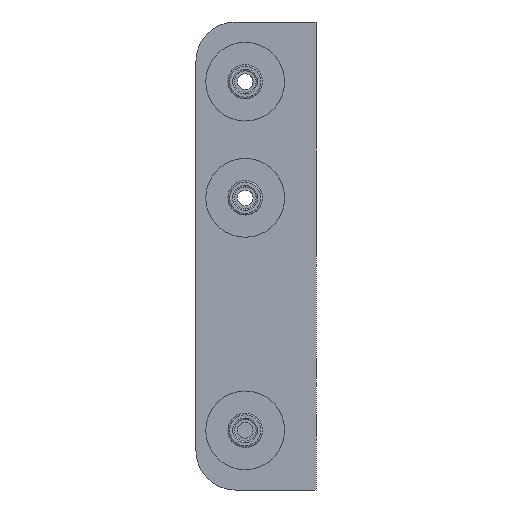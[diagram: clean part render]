
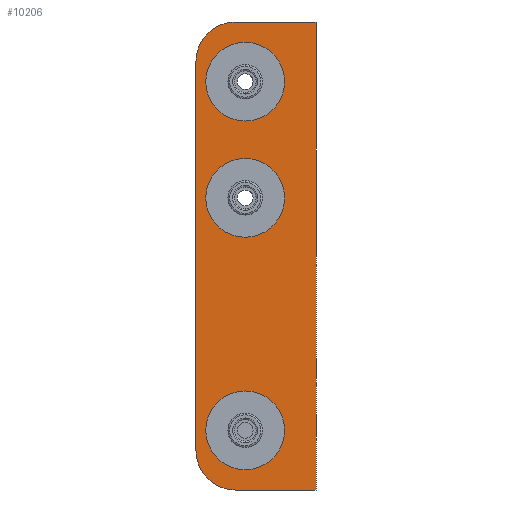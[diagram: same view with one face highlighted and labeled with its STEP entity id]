
A CAD part, left-side view. The second image highlights one B-rep face of the part: STEP entity #10206.
In plain terms, the highlighted planar face has unit normal (-1, 0, 0).
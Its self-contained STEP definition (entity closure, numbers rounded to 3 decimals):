
#66 = LINE ( 'NONE', #4389, #11581 ) ;
#207 = VECTOR ( 'NONE', #12045, 1000. ) ;
#343 = ORIENTED_EDGE ( 'NONE', *, *, #16603, .T. ) ;
#398 = CARTESIAN_POINT ( 'NONE',  ( -25.25, 7.19, -21.7 ) ) ;
#524 = DIRECTION ( 'NONE',  ( -1., 0., 0. ) ) ;
#653 = CARTESIAN_POINT ( 'NONE',  ( -25.25, 7.19, 5.9 ) ) ;
#706 = DIRECTION ( 'NONE',  ( 1., 0., 0. ) ) ;
#759 = CARTESIAN_POINT ( 'NONE',  ( -25.25, 7.19, 5.9 ) ) ;
#798 = CARTESIAN_POINT ( 'NONE',  ( -25.25, 0., -23.76 ) ) ;
#850 = CARTESIAN_POINT ( 'NONE',  ( -25.25, 7.19, -17.7 ) ) ;
#1026 = DIRECTION ( 'NONE',  ( 0., 0., -1. ) ) ;
#1105 = VERTEX_POINT ( 'NONE', #398 ) ;
#1493 = LINE ( 'NONE', #18690, #15956 ) ;
#1658 = ORIENTED_EDGE ( 'NONE', *, *, #2927, .F. ) ;
#1723 = CIRCLE ( 'NONE', #14643, 4. ) ;
#1917 = DIRECTION ( 'NONE',  ( 1., 0., 0. ) ) ;
#1942 = EDGE_LOOP ( 'NONE', ( #1658, #15006 ) ) ;
#2116 = AXIS2_PLACEMENT_3D ( 'NONE', #11772, #4943, #10092 ) ;
#2384 = CIRCLE ( 'NONE', #6953, 4. ) ;
#2403 = ORIENTED_EDGE ( 'NONE', *, *, #16125, .T. ) ;
#2689 = ORIENTED_EDGE ( 'NONE', *, *, #15973, .F. ) ;
#2927 = EDGE_CURVE ( 'NONE', #20152, #16176, #6155, .T. ) ;
#3091 = LINE ( 'NONE', #8947, #14827 ) ;
#3300 = EDGE_CURVE ( 'NONE', #4213, #21849, #20040, .T. ) ;
#3439 = VERTEX_POINT ( 'NONE', #10156 ) ;
#3753 = DIRECTION ( 'NONE',  ( 0., -1., 0. ) ) ;
#4124 = DIRECTION ( 'NONE',  ( -1., 0., 0. ) ) ;
#4213 = VERTEX_POINT ( 'NONE', #16944 ) ;
#4351 = DIRECTION ( 'NONE',  ( -1., 0., 0. ) ) ;
#4389 = CARTESIAN_POINT ( 'NONE',  ( -25.25, 12.19, 23.76 ) ) ;
#4758 = EDGE_CURVE ( 'NONE', #12049, #14971, #15101, .T. ) ;
#4943 = DIRECTION ( 'NONE',  ( -1., 0., 0. ) ) ;
#5376 = PLANE ( 'NONE',  #12400 ) ;
#5424 = FACE_BOUND ( 'NONE', #16287, .T. ) ;
#5632 = EDGE_CURVE ( 'NONE', #16176, #20152, #11279, .T. ) ;
#5641 = DIRECTION ( 'NONE',  ( 0., 0., 1. ) ) ;
#5698 = FACE_OUTER_BOUND ( 'NONE', #21049, .T. ) ;
#5846 = DIRECTION ( 'NONE',  ( 0., 0., -1. ) ) ;
#5878 = DIRECTION ( 'NONE',  ( 0., 0., 1. ) ) ;
#6126 = DIRECTION ( 'NONE',  ( 0., 0., -1. ) ) ;
#6155 = CIRCLE ( 'NONE', #8080, 4. ) ;
#6953 = AXIS2_PLACEMENT_3D ( 'NONE', #653, #11063, #5846 ) ;
#7111 = VERTEX_POINT ( 'NONE', #798 ) ;
#7140 = EDGE_CURVE ( 'NONE', #12049, #12917, #66, .T. ) ;
#7608 = CARTESIAN_POINT ( 'NONE',  ( -25.25, 7.19, 13.7 ) ) ;
#7715 = CARTESIAN_POINT ( 'NONE',  ( -25.25, 7.19, -17.7 ) ) ;
#7913 = CARTESIAN_POINT ( 'NONE',  ( -25.25, 8.19, -23.76 ) ) ;
#7957 = CARTESIAN_POINT ( 'NONE',  ( -25.25, 12.19, 19.76 ) ) ;
#8080 = AXIS2_PLACEMENT_3D ( 'NONE', #21481, #524, #5641 ) ;
#8205 = DIRECTION ( 'NONE',  ( 0., 0., -1. ) ) ;
#8411 = AXIS2_PLACEMENT_3D ( 'NONE', #12744, #4124, #5878 ) ;
#8413 = LINE ( 'NONE', #17348, #207 ) ;
#8947 = CARTESIAN_POINT ( 'NONE',  ( -25.25, 12.19, -23.76 ) ) ;
#9034 = EDGE_LOOP ( 'NONE', ( #10122, #2403 ) ) ;
#9199 = VERTEX_POINT ( 'NONE', #14130 ) ;
#9390 = DIRECTION ( 'NONE',  ( 1., 0., 0. ) ) ;
#9854 = CARTESIAN_POINT ( 'NONE',  ( -25.25, 8.19, -19.76 ) ) ;
#10092 = DIRECTION ( 'NONE',  ( 0., 0., 1. ) ) ;
#10122 = ORIENTED_EDGE ( 'NONE', *, *, #21884, .T. ) ;
#10132 = CARTESIAN_POINT ( 'NONE',  ( -25.25, 8.19, 23.76 ) ) ;
#10156 = CARTESIAN_POINT ( 'NONE',  ( -25.25, 7.19, -13.7 ) ) ;
#10206 = ADVANCED_FACE ( 'NONE', ( #5698, #5424, #12545, #16070 ), #5376, .T. ) ;
#10747 = AXIS2_PLACEMENT_3D ( 'NONE', #7715, #9390, #19635 ) ;
#11063 = DIRECTION ( 'NONE',  ( 1., 0., 0. ) ) ;
#11093 = CARTESIAN_POINT ( 'NONE',  ( -25.25, 7.19, 21.7 ) ) ;
#11261 = VERTEX_POINT ( 'NONE', #12831 ) ;
#11279 = CIRCLE ( 'NONE', #2116, 4. ) ;
#11502 = DIRECTION ( 'NONE',  ( 0., -1., 0. ) ) ;
#11581 = VECTOR ( 'NONE', #11502, 1000. ) ;
#11599 = ORIENTED_EDGE ( 'NONE', *, *, #4758, .T. ) ;
#11772 = CARTESIAN_POINT ( 'NONE',  ( -25.25, 7.19, 17.7 ) ) ;
#12045 = DIRECTION ( 'NONE',  ( 0., 0., -1. ) ) ;
#12049 = VERTEX_POINT ( 'NONE', #10132 ) ;
#12315 = AXIS2_PLACEMENT_3D ( 'NONE', #9854, #4351, #18360 ) ;
#12400 = AXIS2_PLACEMENT_3D ( 'NONE', #21931, #20156, #18184 ) ;
#12545 = FACE_BOUND ( 'NONE', #1942, .T. ) ;
#12744 = CARTESIAN_POINT ( 'NONE',  ( -25.25, 8.19, 19.76 ) ) ;
#12831 = CARTESIAN_POINT ( 'NONE',  ( -25.25, 7.19, 9.9 ) ) ;
#12917 = VERTEX_POINT ( 'NONE', #18460 ) ;
#14130 = CARTESIAN_POINT ( 'NONE',  ( -25.25, 7.19, 1.9 ) ) ;
#14643 = AXIS2_PLACEMENT_3D ( 'NONE', #759, #1917, #1026 ) ;
#14827 = VECTOR ( 'NONE', #3753, 1000. ) ;
#14971 = VERTEX_POINT ( 'NONE', #7957 ) ;
#15006 = ORIENTED_EDGE ( 'NONE', *, *, #5632, .F. ) ;
#15101 = CIRCLE ( 'NONE', #8411, 4. ) ;
#15956 = VECTOR ( 'NONE', #8205, 1000. ) ;
#15973 = EDGE_CURVE ( 'NONE', #12917, #7111, #8413, .T. ) ;
#16070 = FACE_BOUND ( 'NONE', #9034, .T. ) ;
#16125 = EDGE_CURVE ( 'NONE', #9199, #11261, #2384, .T. ) ;
#16176 = VERTEX_POINT ( 'NONE', #7608 ) ;
#16287 = EDGE_LOOP ( 'NONE', ( #17972, #343 ) ) ;
#16344 = ORIENTED_EDGE ( 'NONE', *, *, #7140, .F. ) ;
#16603 = EDGE_CURVE ( 'NONE', #1105, #3439, #20915, .T. ) ;
#16944 = CARTESIAN_POINT ( 'NONE',  ( -25.25, 12.19, -19.76 ) ) ;
#17143 = ORIENTED_EDGE ( 'NONE', *, *, #22319, .T. ) ;
#17330 = AXIS2_PLACEMENT_3D ( 'NONE', #850, #706, #6126 ) ;
#17348 = CARTESIAN_POINT ( 'NONE',  ( -25.25, 0., -17.78 ) ) ;
#17972 = ORIENTED_EDGE ( 'NONE', *, *, #20044, .T. ) ;
#18184 = DIRECTION ( 'NONE',  ( 0., 0., 1. ) ) ;
#18360 = DIRECTION ( 'NONE',  ( 0., 0., 1. ) ) ;
#18460 = CARTESIAN_POINT ( 'NONE',  ( -25.25, 0., 23.76 ) ) ;
#18531 = EDGE_CURVE ( 'NONE', #14971, #4213, #1493, .T. ) ;
#18690 = CARTESIAN_POINT ( 'NONE',  ( -25.25, 12.19, -17.78 ) ) ;
#19635 = DIRECTION ( 'NONE',  ( 0., 0., -1. ) ) ;
#20040 = CIRCLE ( 'NONE', #12315, 4. ) ;
#20044 = EDGE_CURVE ( 'NONE', #3439, #1105, #21903, .T. ) ;
#20152 = VERTEX_POINT ( 'NONE', #11093 ) ;
#20156 = DIRECTION ( 'NONE',  ( -1., 0., 0. ) ) ;
#20465 = ORIENTED_EDGE ( 'NONE', *, *, #18531, .T. ) ;
#20915 = CIRCLE ( 'NONE', #17330, 4. ) ;
#21049 = EDGE_LOOP ( 'NONE', ( #20465, #22216, #17143, #2689, #16344, #11599 ) ) ;
#21481 = CARTESIAN_POINT ( 'NONE',  ( -25.25, 7.19, 17.7 ) ) ;
#21849 = VERTEX_POINT ( 'NONE', #7913 ) ;
#21884 = EDGE_CURVE ( 'NONE', #11261, #9199, #1723, .T. ) ;
#21903 = CIRCLE ( 'NONE', #10747, 4. ) ;
#21931 = CARTESIAN_POINT ( 'NONE',  ( -25.25, 12.19, -17.78 ) ) ;
#22216 = ORIENTED_EDGE ( 'NONE', *, *, #3300, .T. ) ;
#22319 = EDGE_CURVE ( 'NONE', #21849, #7111, #3091, .T. ) ;
